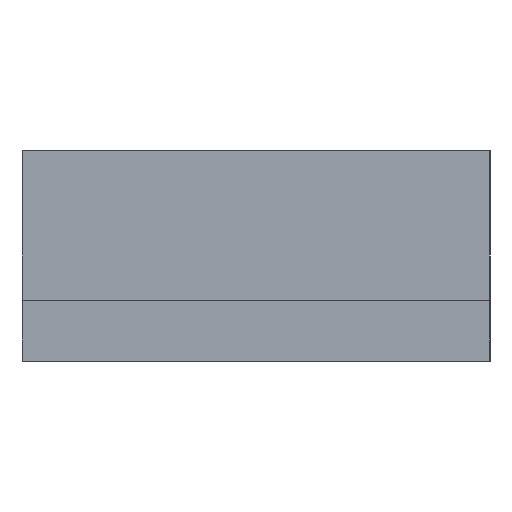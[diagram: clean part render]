
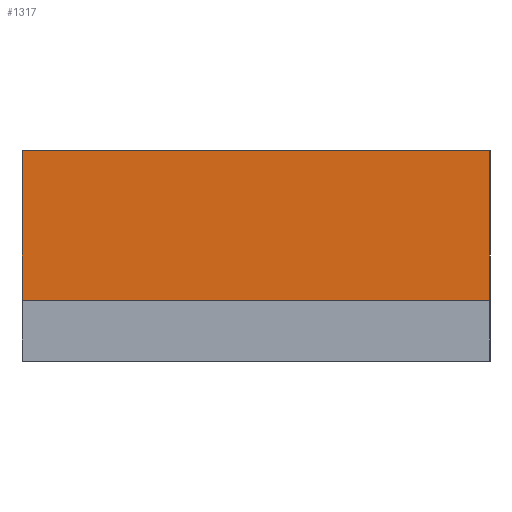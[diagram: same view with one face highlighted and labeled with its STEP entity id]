
A CAD part, left-side view. The second image highlights one B-rep face of the part: STEP entity #1317.
In plain terms, the highlighted planar face has unit normal (-1, 0, 0).
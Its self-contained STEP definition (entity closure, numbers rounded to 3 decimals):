
#35 = CARTESIAN_POINT ( 'NONE',  ( -9.1, -5., 0.015 ) ) ;
#102 = VERTEX_POINT ( 'NONE', #369 ) ;
#108 = DIRECTION ( 'NONE',  ( 0., 0., -1. ) ) ;
#140 = CARTESIAN_POINT ( 'NONE',  ( -9.1, -4., 0.015 ) ) ;
#173 = ORIENTED_EDGE ( 'NONE', *, *, #1196, .T. ) ;
#177 = CARTESIAN_POINT ( 'NONE',  ( -9.1, 5., 4.515 ) ) ;
#185 = CARTESIAN_POINT ( 'NONE',  ( -9.1, -4., 1.315 ) ) ;
#191 = LINE ( 'NONE', #2326, #1162 ) ;
#244 = EDGE_CURVE ( 'NONE', #1037, #977, #1672, .T. ) ;
#263 = ORIENTED_EDGE ( 'NONE', *, *, #1009, .F. ) ;
#305 = EDGE_CURVE ( 'NONE', #102, #977, #733, .T. ) ;
#311 = LINE ( 'NONE', #371, #1364 ) ;
#369 = CARTESIAN_POINT ( 'NONE',  ( -9.1, 4., 0.015 ) ) ;
#371 = CARTESIAN_POINT ( 'NONE',  ( -9.1, 5., 1.315 ) ) ;
#372 = VERTEX_POINT ( 'NONE', #2156 ) ;
#393 = DIRECTION ( 'NONE',  ( 0., 0., 1. ) ) ;
#610 = CARTESIAN_POINT ( 'NONE',  ( -9.1, 5., 4.515 ) ) ;
#733 = LINE ( 'NONE', #806, #1791 ) ;
#750 = VERTEX_POINT ( 'NONE', #140 ) ;
#770 = DIRECTION ( 'NONE',  ( 1., 0., 0. ) ) ;
#781 = LINE ( 'NONE', #1534, #1298 ) ;
#806 = CARTESIAN_POINT ( 'NONE',  ( -9.1, 5., 0.015 ) ) ;
#841 = VERTEX_POINT ( 'NONE', #185 ) ;
#865 = ORIENTED_EDGE ( 'NONE', *, *, #1991, .T. ) ;
#922 = ORIENTED_EDGE ( 'NONE', *, *, #305, .F. ) ;
#942 = DIRECTION ( 'NONE',  ( 0., 1., 0. ) ) ;
#977 = VERTEX_POINT ( 'NONE', #1403 ) ;
#985 = DIRECTION ( 'NONE',  ( 0., 0., -1. ) ) ;
#1009 = EDGE_CURVE ( 'NONE', #2053, #102, #1890, .T. ) ;
#1018 = CARTESIAN_POINT ( 'NONE',  ( -9.1, 4., 0.015 ) ) ;
#1037 = VERTEX_POINT ( 'NONE', #610 ) ;
#1073 = DIRECTION ( 'NONE',  ( 0., 1., 0. ) ) ;
#1098 = EDGE_CURVE ( 'NONE', #2021, #750, #781, .T. ) ;
#1161 = VECTOR ( 'NONE', #108, 1000. ) ;
#1162 = VECTOR ( 'NONE', #393, 1000. ) ;
#1196 = EDGE_CURVE ( 'NONE', #2021, #372, #1580, .T. ) ;
#1206 = ORIENTED_EDGE ( 'NONE', *, *, #1098, .F. ) ;
#1212 = ORIENTED_EDGE ( 'NONE', *, *, #2032, .F. ) ;
#1298 = VECTOR ( 'NONE', #2296, 1000. ) ;
#1317 = ADVANCED_FACE ( 'NONE', ( #2081 ), #1918, .F. ) ;
#1364 = VECTOR ( 'NONE', #942, 1000. ) ;
#1403 = CARTESIAN_POINT ( 'NONE',  ( -9.1, 5., 0.015 ) ) ;
#1445 = VECTOR ( 'NONE', #985, 1000. ) ;
#1458 = VECTOR ( 'NONE', #1803, 1000. ) ;
#1477 = CARTESIAN_POINT ( 'NONE',  ( -9.1, 5., 0.015 ) ) ;
#1534 = CARTESIAN_POINT ( 'NONE',  ( -9.1, 5., 0.015 ) ) ;
#1580 = LINE ( 'NONE', #35, #1458 ) ;
#1672 = LINE ( 'NONE', #1477, #1161 ) ;
#1696 = EDGE_CURVE ( 'NONE', #841, #2053, #311, .T. ) ;
#1747 = DIRECTION ( 'NONE',  ( 0., 1., 0. ) ) ;
#1752 = VECTOR ( 'NONE', #1747, 1000. ) ;
#1780 = CARTESIAN_POINT ( 'NONE',  ( -9.1, 4., 1.315 ) ) ;
#1791 = VECTOR ( 'NONE', #1073, 1000. ) ;
#1803 = DIRECTION ( 'NONE',  ( 0., 0., 1. ) ) ;
#1846 = AXIS2_PLACEMENT_3D ( 'NONE', #1934, #770, #2124 ) ;
#1890 = LINE ( 'NONE', #1018, #1445 ) ;
#1918 = PLANE ( 'NONE',  #1846 ) ;
#1934 = CARTESIAN_POINT ( 'NONE',  ( -9.1, 5., 0.015 ) ) ;
#1991 = EDGE_CURVE ( 'NONE', #372, #1037, #2253, .T. ) ;
#2021 = VERTEX_POINT ( 'NONE', #2128 ) ;
#2032 = EDGE_CURVE ( 'NONE', #750, #841, #191, .T. ) ;
#2053 = VERTEX_POINT ( 'NONE', #1780 ) ;
#2081 = FACE_OUTER_BOUND ( 'NONE', #2215, .T. ) ;
#2124 = DIRECTION ( 'NONE',  ( 0., 0., -1. ) ) ;
#2128 = CARTESIAN_POINT ( 'NONE',  ( -9.1, -5., 0.015 ) ) ;
#2156 = CARTESIAN_POINT ( 'NONE',  ( -9.1, -5., 4.515 ) ) ;
#2215 = EDGE_LOOP ( 'NONE', ( #173, #865, #2430, #922, #263, #2464, #1212, #1206 ) ) ;
#2253 = LINE ( 'NONE', #177, #1752 ) ;
#2296 = DIRECTION ( 'NONE',  ( 0., 1., 0. ) ) ;
#2326 = CARTESIAN_POINT ( 'NONE',  ( -9.1, -4., 0.015 ) ) ;
#2430 = ORIENTED_EDGE ( 'NONE', *, *, #244, .T. ) ;
#2464 = ORIENTED_EDGE ( 'NONE', *, *, #1696, .F. ) ;
